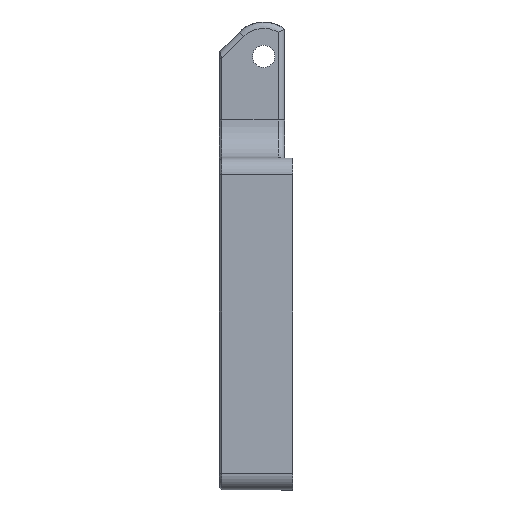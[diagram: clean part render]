
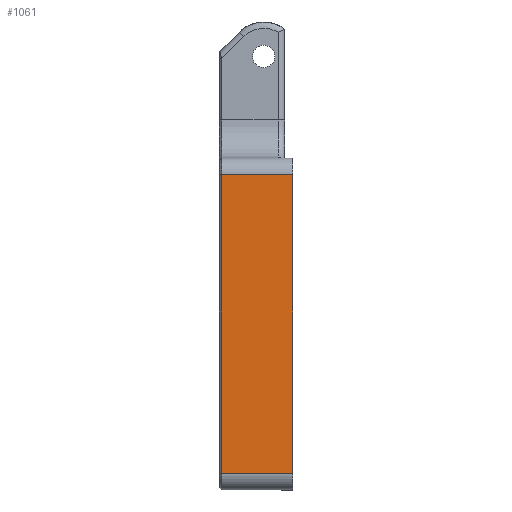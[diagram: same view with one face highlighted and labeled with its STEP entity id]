
A CAD part, left-side view. The second image highlights one B-rep face of the part: STEP entity #1061.
In plain terms, the highlighted planar face has unit normal (-1, 0, 0).
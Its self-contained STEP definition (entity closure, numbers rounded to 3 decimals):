
#79 = LINE ( 'NONE', #3969, #6078 ) ;
#251 = LINE ( 'NONE', #2962, #1244 ) ;
#349 = CARTESIAN_POINT ( 'NONE',  ( 0., -11.6, 49.6 ) ) ;
#534 = DIRECTION ( 'NONE',  ( 0., 1., 0. ) ) ;
#668 = VERTEX_POINT ( 'NONE', #4736 ) ;
#672 = DIRECTION ( 'NONE',  ( 1., 0., 0. ) ) ;
#685 = ORIENTED_EDGE ( 'NONE', *, *, #5907, .T. ) ;
#1061 = ADVANCED_FACE ( 'NONE', ( #6201 ), #1154, .F. ) ;
#1154 = PLANE ( 'NONE',  #2283 ) ;
#1240 = DIRECTION ( 'NONE',  ( 0., 0., -1. ) ) ;
#1244 = VECTOR ( 'NONE', #3455, 1000. ) ;
#1802 = CARTESIAN_POINT ( 'NONE',  ( 0., -0.4, 2.6 ) ) ;
#1859 = VECTOR ( 'NONE', #5099, 1000. ) ;
#2283 = AXIS2_PLACEMENT_3D ( 'NONE', #5161, #672, #2966 ) ;
#2422 = ORIENTED_EDGE ( 'NONE', *, *, #2870, .F. ) ;
#2631 = VERTEX_POINT ( 'NONE', #349 ) ;
#2870 = EDGE_CURVE ( 'NONE', #2631, #5247, #251, .T. ) ;
#2962 = CARTESIAN_POINT ( 'NONE',  ( 0., -11.6, 0. ) ) ;
#2966 = DIRECTION ( 'NONE',  ( 0., 0., -1. ) ) ;
#3455 = DIRECTION ( 'NONE',  ( 0., 0., -1. ) ) ;
#3654 = EDGE_LOOP ( 'NONE', ( #6510, #5986, #685, #2422 ) ) ;
#3742 = CARTESIAN_POINT ( 'NONE',  ( 0., -11.6, 2.6 ) ) ;
#3823 = CARTESIAN_POINT ( 'NONE',  ( 0., -0.4, 2.6 ) ) ;
#3883 = VERTEX_POINT ( 'NONE', #3823 ) ;
#3969 = CARTESIAN_POINT ( 'NONE',  ( 0., 0., 49.6 ) ) ;
#4579 = CARTESIAN_POINT ( 'NONE',  ( 0., -11.6, 2.6 ) ) ;
#4736 = CARTESIAN_POINT ( 'NONE',  ( 0., -0.4, 49.6 ) ) ;
#4940 = EDGE_CURVE ( 'NONE', #668, #3883, #6590, .T. ) ;
#5099 = DIRECTION ( 'NONE',  ( 0., -1., 0. ) ) ;
#5157 = VECTOR ( 'NONE', #1240, 1000. ) ;
#5161 = CARTESIAN_POINT ( 'NONE',  ( 0., 0., 0. ) ) ;
#5247 = VERTEX_POINT ( 'NONE', #3742 ) ;
#5461 = LINE ( 'NONE', #4579, #1859 ) ;
#5907 = EDGE_CURVE ( 'NONE', #3883, #5247, #5461, .T. ) ;
#5986 = ORIENTED_EDGE ( 'NONE', *, *, #4940, .T. ) ;
#6078 = VECTOR ( 'NONE', #534, 1000. ) ;
#6201 = FACE_OUTER_BOUND ( 'NONE', #3654, .T. ) ;
#6510 = ORIENTED_EDGE ( 'NONE', *, *, #7372, .T. ) ;
#6590 = LINE ( 'NONE', #1802, #5157 ) ;
#7372 = EDGE_CURVE ( 'NONE', #2631, #668, #79, .T. ) ;
